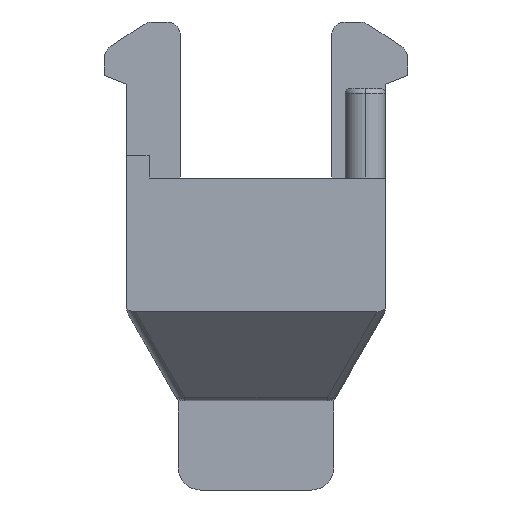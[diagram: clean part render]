
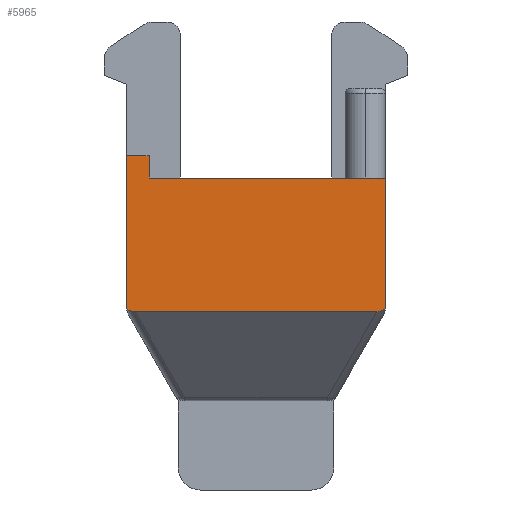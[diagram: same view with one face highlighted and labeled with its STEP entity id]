
A CAD part, left-side view. The second image highlights one B-rep face of the part: STEP entity #5965.
In plain terms, the highlighted planar face has unit normal (-1, 0, 0).
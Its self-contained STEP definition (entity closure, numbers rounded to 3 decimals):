
#128 = CARTESIAN_POINT ( 'NONE',  ( 0., 5.8, 3. ) ) ;
#238 = VECTOR ( 'NONE', #8705, 1000. ) ;
#465 = ORIENTED_EDGE ( 'NONE', *, *, #3984, .F. ) ;
#663 = CARTESIAN_POINT ( 'NONE',  ( 0., 0.45, 3. ) ) ;
#837 = ORIENTED_EDGE ( 'NONE', *, *, #3779, .T. ) ;
#868 = CARTESIAN_POINT ( 'NONE',  ( 0., 0.187, 0. ) ) ;
#938 = DIRECTION ( 'NONE',  ( 0., 0., -1. ) ) ;
#989 = CARTESIAN_POINT ( 'NONE',  ( 0., 5.3, 3.5 ) ) ;
#1005 = PLANE ( 'NONE',  #5860 ) ;
#1032 = VERTEX_POINT ( 'NONE', #6008 ) ;
#1417 = CARTESIAN_POINT ( 'NONE',  ( 0., 0., 3. ) ) ;
#1545 = DIRECTION ( 'NONE',  ( 0., -1., 0. ) ) ;
#1689 = EDGE_CURVE ( 'NONE', #11214, #4602, #10462, .T. ) ;
#1827 = ORIENTED_EDGE ( 'NONE', *, *, #1689, .F. ) ;
#2398 = EDGE_CURVE ( 'NONE', #7545, #6064, #5760, .T. ) ;
#3080 = CARTESIAN_POINT ( 'NONE',  ( 0., 5.8, 3.5 ) ) ;
#3307 = LINE ( 'NONE', #8096, #12284 ) ;
#3449 = VECTOR ( 'NONE', #938, 1000. ) ;
#3778 = CARTESIAN_POINT ( 'NONE',  ( 0., 5.8, 0.074 ) ) ;
#3779 = EDGE_CURVE ( 'NONE', #6802, #9084, #6717, .T. ) ;
#3923 = LINE ( 'NONE', #10460, #7032 ) ;
#3984 = EDGE_CURVE ( 'NONE', #9373, #1032, #3923, .T. ) ;
#4285 = LINE ( 'NONE', #8121, #5793 ) ;
#4374 = VERTEX_POINT ( 'NONE', #989 ) ;
#4391 =( BOUNDED_CURVE ( )  B_SPLINE_CURVE ( 3, ( #3778, #6906, #4715, #6790 ),
 .UNSPECIFIED., .F., .T. ) 
 B_SPLINE_CURVE_WITH_KNOTS ( ( 4, 4 ),
 ( 5.263, 5.922 ),
 .UNSPECIFIED. ) 
 CURVE ( )  GEOMETRIC_REPRESENTATION_ITEM ( )  RATIONAL_B_SPLINE_CURVE ( ( 1., 0.964, 0.964, 1. ) ) 
 REPRESENTATION_ITEM ( '' )  );
#4564 = CARTESIAN_POINT ( 'NONE',  ( 0., 5.8, 3. ) ) ;
#4602 = VERTEX_POINT ( 'NONE', #663 ) ;
#4715 = CARTESIAN_POINT ( 'NONE',  ( 0., 5.674, 0. ) ) ;
#4866 = CARTESIAN_POINT ( 'NONE',  ( 0., 1.67, 0. ) ) ;
#5491 = EDGE_CURVE ( 'NONE', #4602, #9373, #4285, .T. ) ;
#5501 = EDGE_LOOP ( 'NONE', ( #7751, #10890, #837, #12259, #465, #12156, #1827, #8333, #6242 ) ) ;
#5760 = LINE ( 'NONE', #128, #3449 ) ;
#5793 = VECTOR ( 'NONE', #1545, 1000. ) ;
#5860 = AXIS2_PLACEMENT_3D ( 'NONE', #5951, #7031, #6086 ) ;
#5942 = CARTESIAN_POINT ( 'NONE',  ( 0., 0., 0.074 ) ) ;
#5951 = CARTESIAN_POINT ( 'NONE',  ( 0., 1.67, 3. ) ) ;
#5965 = ADVANCED_FACE ( 'NONE', ( #6722 ), #1005, .F. ) ;
#6008 = CARTESIAN_POINT ( 'NONE',  ( 0., 0., 0.074 ) ) ;
#6064 = VERTEX_POINT ( 'NONE', #6818 ) ;
#6086 = DIRECTION ( 'NONE',  ( 0., 1., 0. ) ) ;
#6242 = ORIENTED_EDGE ( 'NONE', *, *, #9349, .F. ) ;
#6588 = DIRECTION ( 'NONE',  ( 0., -1., 0. ) ) ;
#6695 = VECTOR ( 'NONE', #6588, 1000. ) ;
#6717 = LINE ( 'NONE', #4866, #238 ) ;
#6722 = FACE_OUTER_BOUND ( 'NONE', #5501, .T. ) ;
#6770 = CARTESIAN_POINT ( 'NONE',  ( 0., 0.062, 0.026 ) ) ;
#6790 = CARTESIAN_POINT ( 'NONE',  ( 0., 5.613, 0. ) ) ;
#6799 = CARTESIAN_POINT ( 'NONE',  ( 0., 5.8, 3.5 ) ) ;
#6802 = VERTEX_POINT ( 'NONE', #11496 ) ;
#6818 = CARTESIAN_POINT ( 'NONE',  ( 0., 5.8, 0.074 ) ) ;
#6906 = CARTESIAN_POINT ( 'NONE',  ( 0., 5.738, 0.026 ) ) ;
#7031 = DIRECTION ( 'NONE',  ( 1., 0., 0. ) ) ;
#7032 = VECTOR ( 'NONE', #7767, 1000. ) ;
#7545 = VERTEX_POINT ( 'NONE', #6799 ) ;
#7751 = ORIENTED_EDGE ( 'NONE', *, *, #2398, .T. ) ;
#7767 = DIRECTION ( 'NONE',  ( 0., 0., -1. ) ) ;
#7899 = EDGE_CURVE ( 'NONE', #4374, #11214, #3307, .T. ) ;
#7946 = DIRECTION ( 'NONE',  ( 0., -1., 0. ) ) ;
#8096 = CARTESIAN_POINT ( 'NONE',  ( 0., 5.3, 3.5 ) ) ;
#8121 = CARTESIAN_POINT ( 'NONE',  ( 0., 5.8, 3. ) ) ;
#8250 =( BOUNDED_CURVE ( )  B_SPLINE_CURVE ( 3, ( #8699, #10599, #6770, #5942 ),
 .UNSPECIFIED., .F., .T. ) 
 B_SPLINE_CURVE_WITH_KNOTS ( ( 4, 4 ),
 ( 3.503, 4.162 ),
 .UNSPECIFIED. ) 
 CURVE ( )  GEOMETRIC_REPRESENTATION_ITEM ( )  RATIONAL_B_SPLINE_CURVE ( ( 1., 0.964, 0.964, 1. ) ) 
 REPRESENTATION_ITEM ( '' )  );
#8333 = ORIENTED_EDGE ( 'NONE', *, *, #7899, .F. ) ;
#8539 = EDGE_CURVE ( 'NONE', #6064, #6802, #4391, .T. ) ;
#8699 = CARTESIAN_POINT ( 'NONE',  ( 0., 0.187, 0. ) ) ;
#8705 = DIRECTION ( 'NONE',  ( 0., -1., 0. ) ) ;
#9084 = VERTEX_POINT ( 'NONE', #868 ) ;
#9102 = DIRECTION ( 'NONE',  ( 0., 0., -1. ) ) ;
#9134 = EDGE_CURVE ( 'NONE', #9084, #1032, #8250, .T. ) ;
#9349 = EDGE_CURVE ( 'NONE', #7545, #4374, #11767, .T. ) ;
#9373 = VERTEX_POINT ( 'NONE', #1417 ) ;
#10297 = VECTOR ( 'NONE', #7946, 1000. ) ;
#10460 = CARTESIAN_POINT ( 'NONE',  ( 0., 0., 3. ) ) ;
#10462 = LINE ( 'NONE', #4564, #6695 ) ;
#10599 = CARTESIAN_POINT ( 'NONE',  ( 0., 0.126, 0. ) ) ;
#10890 = ORIENTED_EDGE ( 'NONE', *, *, #8539, .T. ) ;
#11214 = VERTEX_POINT ( 'NONE', #12179 ) ;
#11496 = CARTESIAN_POINT ( 'NONE',  ( 0., 5.613, 0. ) ) ;
#11767 = LINE ( 'NONE', #3080, #10297 ) ;
#12156 = ORIENTED_EDGE ( 'NONE', *, *, #5491, .F. ) ;
#12179 = CARTESIAN_POINT ( 'NONE',  ( 0., 5.3, 3. ) ) ;
#12259 = ORIENTED_EDGE ( 'NONE', *, *, #9134, .T. ) ;
#12284 = VECTOR ( 'NONE', #9102, 1000. ) ;
